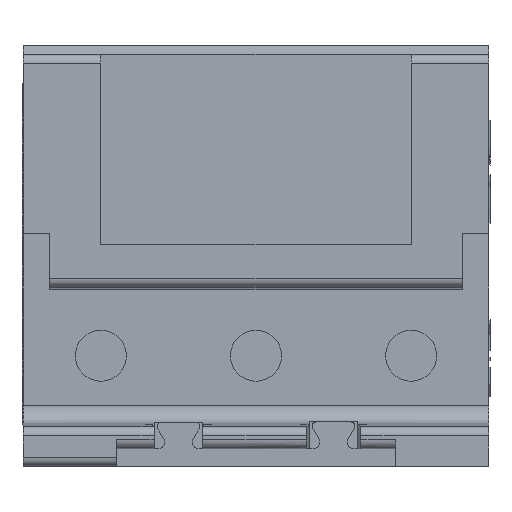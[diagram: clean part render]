
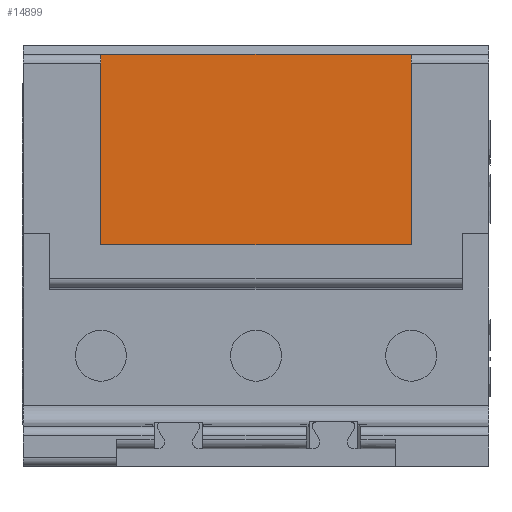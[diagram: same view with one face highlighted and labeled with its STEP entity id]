
A CAD part, front view. The second image highlights one B-rep face of the part: STEP entity #14899.
In plain terms, the highlighted planar face has unit normal (0, -1, 0).
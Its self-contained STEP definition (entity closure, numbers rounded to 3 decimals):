
#1922=DIRECTION('',(1.,0.,0.));
#1923=VECTOR('',#1922,7.);
#1924=CARTESIAN_POINT('',(0.,-3.8,0.25));
#1925=LINE('',#1924,#1923);
#1934=DIRECTION('',(1.,0.,0.));
#1935=VECTOR('',#1934,7.);
#1936=CARTESIAN_POINT('',(0.,-3.8,4.55));
#1937=LINE('',#1936,#1935);
#1938=DIRECTION('',(0.,0.,1.));
#1939=VECTOR('',#1938,4.3);
#1940=CARTESIAN_POINT('',(7.,-3.8,0.25));
#1941=LINE('',#1940,#1939);
#1942=DIRECTION('',(0.,0.,-1.));
#1943=VECTOR('',#1942,4.3);
#1944=CARTESIAN_POINT('',(0.,-3.8,4.55));
#1945=LINE('',#1944,#1943);
#10750=CARTESIAN_POINT('',(0.,-3.8,4.55));
#10752=VERTEX_POINT('',#10750);
#10753=CARTESIAN_POINT('',(0.,-3.8,0.25));
#10754=VERTEX_POINT('',#10753);
#10774=CARTESIAN_POINT('',(7.,-3.8,4.55));
#10776=VERTEX_POINT('',#10774);
#10777=CARTESIAN_POINT('',(7.,-3.8,0.25));
#10778=VERTEX_POINT('',#10777);
#14885=CARTESIAN_POINT('',(-1.75,-3.8,0.));
#14886=DIRECTION('',(0.,-1.,0.));
#14887=DIRECTION('',(1.,0.,0.));
#14888=AXIS2_PLACEMENT_3D('',#14885,#14886,#14887);
#14889=PLANE('',#14888);
#14891=ORIENTED_EDGE('',*,*,#14890,.T.);
#14893=ORIENTED_EDGE('',*,*,#14892,.F.);
#14894=ORIENTED_EDGE('',*,*,#14875,.F.);
#14896=ORIENTED_EDGE('',*,*,#14895,.F.);
#14897=EDGE_LOOP('',(#14891,#14893,#14894,#14896));
#14898=FACE_OUTER_BOUND('',#14897,.F.);
#14899=ADVANCED_FACE('',(#14898),#14889,.T.);
#14875=EDGE_CURVE('',#10754,#10778,#1925,.T.);
#14890=EDGE_CURVE('',#10752,#10776,#1937,.T.);
#14892=EDGE_CURVE('',#10778,#10776,#1941,.T.);
#14895=EDGE_CURVE('',#10752,#10754,#1945,.T.);
